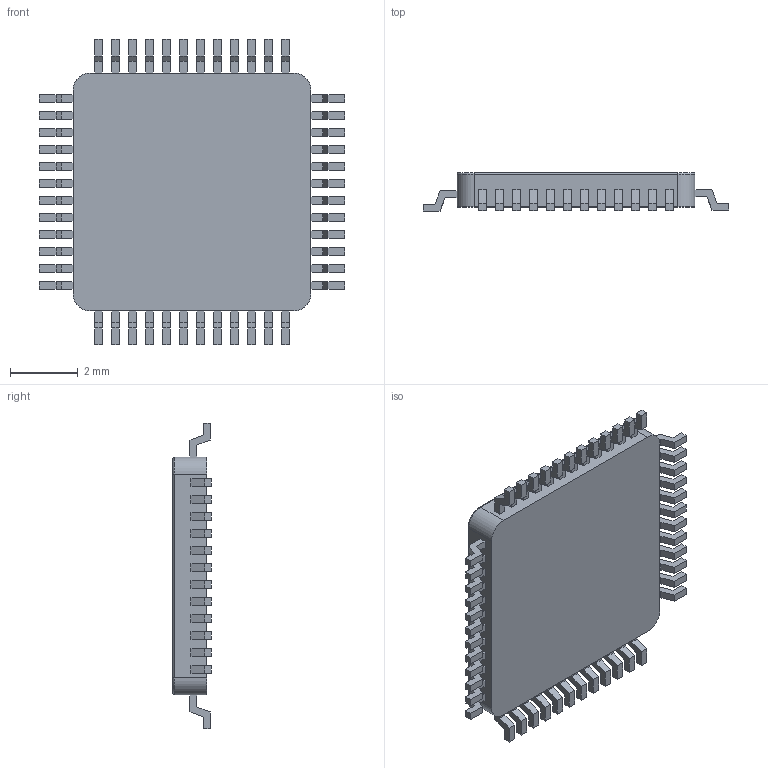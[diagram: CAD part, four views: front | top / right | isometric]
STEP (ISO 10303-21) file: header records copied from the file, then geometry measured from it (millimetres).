
FILE_DESCRIPTION (( 'STEP AP214' ), '1' );
FILE_NAME ('×°ÅäÌå2.STEP', '2014-01-17T06:28:13', ( 'BT_YANFB_XUJUNRAN' ), ( '' ), 'SwSTEP 2.0', 'SolidWorks 2010', '' );
FILE_SCHEMA (( 'AUTOMOTIVE_DESIGN' ));
Length unit declared in the file: millimetre
Products named in the file (3): 蚾饜极2; 錨璃1; 錨璃2
Assembly tree (49 placements, depth 2):
  蚾饜极2
    錨璃2  x48
    錨璃1
Bounding box: 9 x 1.14 x 9 mm (x, y, z)
Volume: 51.5 mm3; surface area: 180.6 mm2
Topology: 49 solids, 49 shells, 594 faces, 1450 edges, 964 vertices
Faces by surface type: plane 523, bspline 57, cylinder 10, torus 4
Entity records: 10434 total; most frequent: CARTESIAN_POINT 6077, ORIENTED_EDGE 644, DIRECTION 470, EDGE_CURVE 322, VERTEX_POINT 212, LINE 184, VECTOR 184, AXIS2_PLACEMENT_3D 143
